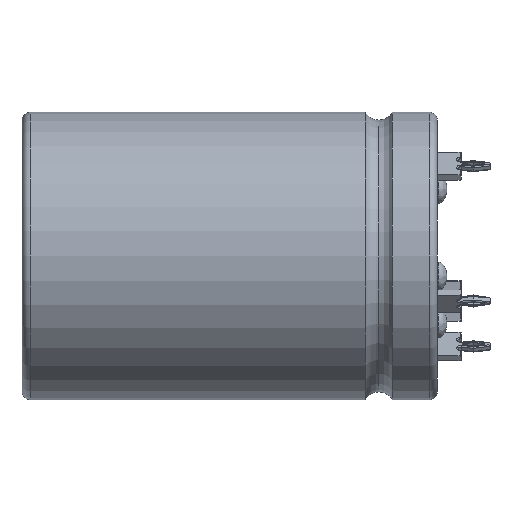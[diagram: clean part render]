
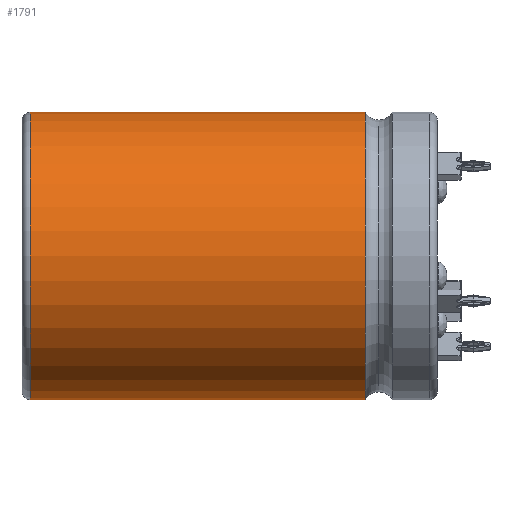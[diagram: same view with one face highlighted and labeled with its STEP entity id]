
A CAD part, left-side view. The second image highlights one B-rep face of the part: STEP entity #1791.
In plain terms, the highlighted cylindrical face has radius 18 mm (diameter 36 mm), a partial arc.
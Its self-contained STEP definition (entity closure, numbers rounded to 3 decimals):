
#327 = LINE ( 'NONE', #4344, #679 ) ;
#679 = VECTOR ( 'NONE', #1180, 1000. ) ;
#720 = EDGE_CURVE ( 'NONE', #9460, #12152, #11016, .T. ) ;
#914 = ORIENTED_EDGE ( 'NONE', *, *, #5915, .F. ) ;
#1180 = DIRECTION ( 'NONE',  ( 0., -1., 0. ) ) ;
#1626 = AXIS2_PLACEMENT_3D ( 'NONE', #4004, #10546, #6254 ) ;
#1750 = VECTOR ( 'NONE', #13905, 1000. ) ;
#1791 = ADVANCED_FACE ( 'NONE', ( #10911 ), #14180, .T. ) ;
#1951 = CARTESIAN_POINT ( 'NONE',  ( 0., 9.029, 18. ) ) ;
#2914 = CARTESIAN_POINT ( 'NONE',  ( 0., 51., -18. ) ) ;
#3429 = AXIS2_PLACEMENT_3D ( 'NONE', #5166, #6314, #13917 ) ;
#4004 = CARTESIAN_POINT ( 'NONE',  ( 0., 51., 0. ) ) ;
#4344 = CARTESIAN_POINT ( 'NONE',  ( 0., 52., 18. ) ) ;
#4525 = LINE ( 'NONE', #8426, #1750 ) ;
#5130 = CARTESIAN_POINT ( 'NONE',  ( 0., 9.029, 0. ) ) ;
#5166 = CARTESIAN_POINT ( 'NONE',  ( 0., 52., 0. ) ) ;
#5214 = ORIENTED_EDGE ( 'NONE', *, *, #6552, .T. ) ;
#5897 = ORIENTED_EDGE ( 'NONE', *, *, #7234, .F. ) ;
#5915 = EDGE_CURVE ( 'NONE', #11125, #12183, #7955, .T. ) ;
#6146 = CARTESIAN_POINT ( 'NONE',  ( 0., 9.029, -18. ) ) ;
#6254 = DIRECTION ( 'NONE',  ( 0., 0., 1. ) ) ;
#6314 = DIRECTION ( 'NONE',  ( 0., -1., 0. ) ) ;
#6552 = EDGE_CURVE ( 'NONE', #12152, #12183, #4525, .T. ) ;
#7234 = EDGE_CURVE ( 'NONE', #9460, #11125, #327, .T. ) ;
#7955 = CIRCLE ( 'NONE', #8125, 18. ) ;
#8125 = AXIS2_PLACEMENT_3D ( 'NONE', #5130, #11494, #8206 ) ;
#8206 = DIRECTION ( 'NONE',  ( 0., 0., -1. ) ) ;
#8426 = CARTESIAN_POINT ( 'NONE',  ( 0., 52., -18. ) ) ;
#9460 = VERTEX_POINT ( 'NONE', #10490 ) ;
#10490 = CARTESIAN_POINT ( 'NONE',  ( 0., 51., 18. ) ) ;
#10546 = DIRECTION ( 'NONE',  ( 0., -1., 0. ) ) ;
#10911 = FACE_OUTER_BOUND ( 'NONE', #13505, .T. ) ;
#11016 = CIRCLE ( 'NONE', #1626, 18. ) ;
#11125 = VERTEX_POINT ( 'NONE', #1951 ) ;
#11494 = DIRECTION ( 'NONE',  ( 0., -1., 0. ) ) ;
#12152 = VERTEX_POINT ( 'NONE', #2914 ) ;
#12183 = VERTEX_POINT ( 'NONE', #6146 ) ;
#12786 = ORIENTED_EDGE ( 'NONE', *, *, #720, .T. ) ;
#13505 = EDGE_LOOP ( 'NONE', ( #5897, #12786, #5214, #914 ) ) ;
#13905 = DIRECTION ( 'NONE',  ( 0., -1., 0. ) ) ;
#13917 = DIRECTION ( 'NONE',  ( 0., 0., -1. ) ) ;
#14180 = CYLINDRICAL_SURFACE ( 'NONE', #3429, 18. ) ;
